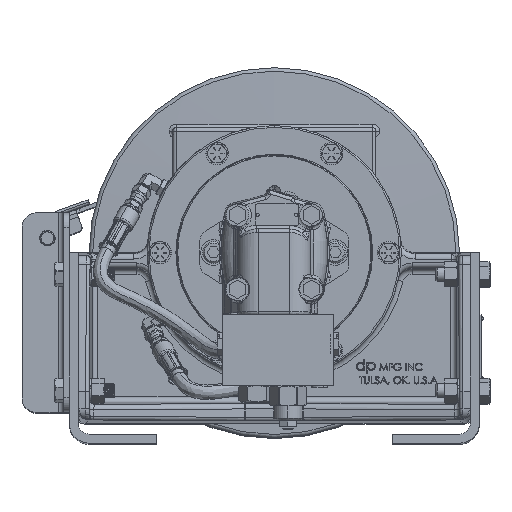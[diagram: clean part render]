
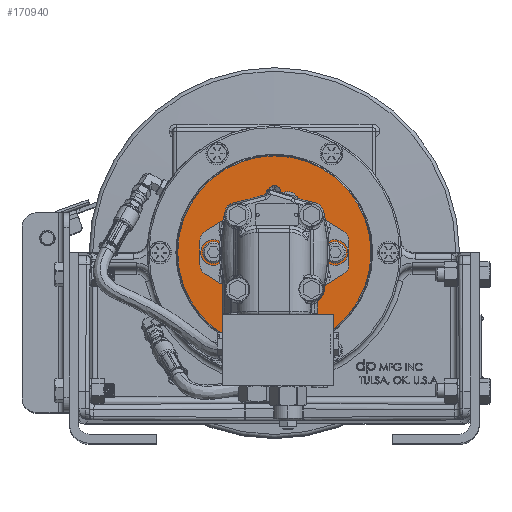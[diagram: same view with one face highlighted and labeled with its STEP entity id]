
A CAD part, top view. The second image highlights one B-rep face of the part: STEP entity #170940.
In plain terms, the highlighted planar face has unit normal (0, 0, 1).
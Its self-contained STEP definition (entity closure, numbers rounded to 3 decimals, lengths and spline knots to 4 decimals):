
#170203=CARTESIAN_POINT('',(0.,0.,1.875));
#170204=DIRECTION('',(0.,0.,1.));
#170205=DIRECTION('',(0.,1.,0.));
#170206=AXIS2_PLACEMENT_3D('',#170203,#170204,#170205);
#170208=CARTESIAN_POINT('',(0.,0.,1.875));
#170209=DIRECTION('',(0.,0.,1.));
#170210=DIRECTION('',(0.,-1.,0.));
#170211=AXIS2_PLACEMENT_3D('',#170208,#170209,#170210);
#170213=CARTESIAN_POINT('',(2.0938,0.211,1.875));
#170214=CARTESIAN_POINT('',(2.0644,0.2105,1.875));
#170215=CARTESIAN_POINT('',(2.0106,0.1999,1.875));
#170216=CARTESIAN_POINT('',(1.9394,0.1519,1.875));
#170217=CARTESIAN_POINT('',(1.8936,0.082,1.875));
#170218=CARTESIAN_POINT('',(1.8772,-0.0008,1.875));
#170219=CARTESIAN_POINT('',(1.8943,-0.0837,1.875));
#170220=CARTESIAN_POINT('',(1.9405,-0.1528,1.875));
#170221=CARTESIAN_POINT('',(2.0109,-0.2,1.875));
#170222=CARTESIAN_POINT('',(2.0645,-0.2104,1.875));
#170223=CARTESIAN_POINT('',(2.0938,-0.211,1.875));
#170225=CARTESIAN_POINT('',(2.0938,-0.211,1.875));
#170226=CARTESIAN_POINT('',(2.1231,-0.2105,1.875));
#170227=CARTESIAN_POINT('',(2.1769,-0.1999,1.875));
#170228=CARTESIAN_POINT('',(2.2481,-0.1519,1.875));
#170229=CARTESIAN_POINT('',(2.2939,-0.082,1.875));
#170230=CARTESIAN_POINT('',(2.3103,0.0008,1.875));
#170231=CARTESIAN_POINT('',(2.2932,0.0837,1.875));
#170232=CARTESIAN_POINT('',(2.247,0.1528,1.875));
#170233=CARTESIAN_POINT('',(2.1766,0.2,1.875));
#170234=CARTESIAN_POINT('',(2.123,0.2104,1.875));
#170235=CARTESIAN_POINT('',(2.0938,0.211,1.875));
#170237=CARTESIAN_POINT('',(-2.0938,0.211,1.875));
#170238=CARTESIAN_POINT('',(-2.1231,0.2105,1.875));
#170239=CARTESIAN_POINT('',(-2.1769,0.1999,1.875));
#170240=CARTESIAN_POINT('',(-2.2481,0.1519,1.875));
#170241=CARTESIAN_POINT('',(-2.2939,0.082,1.875));
#170242=CARTESIAN_POINT('',(-2.3103,-0.0008,1.875));
#170243=CARTESIAN_POINT('',(-2.2932,-0.0837,1.875));
#170244=CARTESIAN_POINT('',(-2.247,-0.1528,1.875));
#170245=CARTESIAN_POINT('',(-2.1766,-0.2,1.875));
#170246=CARTESIAN_POINT('',(-2.123,-0.2104,1.875));
#170247=CARTESIAN_POINT('',(-2.0938,-0.211,1.875));
#170249=CARTESIAN_POINT('',(-2.0938,-0.211,1.875));
#170250=CARTESIAN_POINT('',(-2.0644,-0.2105,1.875));
#170251=CARTESIAN_POINT('',(-2.0106,-0.1999,1.875));
#170252=CARTESIAN_POINT('',(-1.9394,-0.1519,1.875));
#170253=CARTESIAN_POINT('',(-1.8936,-0.082,1.875));
#170254=CARTESIAN_POINT('',(-1.8772,0.0008,1.875));
#170255=CARTESIAN_POINT('',(-1.8943,0.0837,1.875));
#170256=CARTESIAN_POINT('',(-1.9405,0.1528,1.875));
#170257=CARTESIAN_POINT('',(-2.0109,0.2,1.875));
#170258=CARTESIAN_POINT('',(-2.0645,0.2104,1.875));
#170259=CARTESIAN_POINT('',(-2.0938,0.211,1.875));
#170261=CARTESIAN_POINT('',(0.,2.0938,1.875));
#170262=DIRECTION('',(0.,0.,-1.));
#170263=DIRECTION('',(0.,-1.,0.));
#170264=AXIS2_PLACEMENT_3D('',#170261,#170262,#170263);
#170266=CARTESIAN_POINT('',(0.,2.0938,1.875));
#170267=DIRECTION('',(0.,0.,-1.));
#170268=DIRECTION('',(0.,1.,0.));
#170269=AXIS2_PLACEMENT_3D('',#170266,#170267,#170268);
#170271=CARTESIAN_POINT('',(0.,-2.0938,1.875));
#170272=DIRECTION('',(0.,0.,-1.));
#170273=DIRECTION('',(0.,-1.,0.));
#170274=AXIS2_PLACEMENT_3D('',#170271,#170272,#170273);
#170276=CARTESIAN_POINT('',(0.,-2.0938,1.875));
#170277=DIRECTION('',(0.,0.,-1.));
#170278=DIRECTION('',(0.,1.,0.));
#170279=AXIS2_PLACEMENT_3D('',#170276,#170277,#170278);
#170281=CARTESIAN_POINT('',(0.,-1.6595,1.875));
#170282=CARTESIAN_POINT('',(0.127,-1.6592,1.875));
#170283=CARTESIAN_POINT('',(0.3738,-1.6313,1.875));
#170284=CARTESIAN_POINT('',(0.7311,-1.5058,1.875));
#170285=CARTESIAN_POINT('',(1.0498,-1.3031,1.875));
#170286=CARTESIAN_POINT('',(1.3114,-1.0393,1.875));
#170287=CARTESIAN_POINT('',(1.5098,-0.7219,1.875));
#170288=CARTESIAN_POINT('',(1.6324,-0.3683,1.875));
#170289=CARTESIAN_POINT('',(1.6735,0.0041,1.875));
#170290=CARTESIAN_POINT('',(1.6306,0.3767,1.875));
#170291=CARTESIAN_POINT('',(1.5056,0.7307,1.875));
#170292=CARTESIAN_POINT('',(1.3053,1.0468,1.875));
#170293=CARTESIAN_POINT('',(1.044,1.3076,1.875));
#170294=CARTESIAN_POINT('',(0.727,1.5074,1.875));
#170295=CARTESIAN_POINT('',(0.3726,1.6315,1.875));
#170296=CARTESIAN_POINT('',(0.1267,1.6591,1.875));
#170297=CARTESIAN_POINT('',(0.,1.6595,1.875));
#170299=CARTESIAN_POINT('',(0.,1.6595,1.875));
#170300=CARTESIAN_POINT('',(-0.127,1.6592,1.875));
#170301=CARTESIAN_POINT('',(-0.3738,1.6313,1.875));
#170302=CARTESIAN_POINT('',(-0.7311,1.5058,1.875));
#170303=CARTESIAN_POINT('',(-1.0498,1.3031,1.875));
#170304=CARTESIAN_POINT('',(-1.3114,1.0393,1.875));
#170305=CARTESIAN_POINT('',(-1.5098,0.7219,1.875));
#170306=CARTESIAN_POINT('',(-1.6324,0.3683,1.875));
#170307=CARTESIAN_POINT('',(-1.6735,-0.0041,1.875));
#170308=CARTESIAN_POINT('',(-1.6306,-0.3767,1.875));
#170309=CARTESIAN_POINT('',(-1.5056,-0.7307,1.875));
#170310=CARTESIAN_POINT('',(-1.3053,-1.0468,1.875));
#170311=CARTESIAN_POINT('',(-1.044,-1.3076,1.875));
#170312=CARTESIAN_POINT('',(-0.727,-1.5074,1.875));
#170313=CARTESIAN_POINT('',(-0.3726,-1.6315,1.875));
#170314=CARTESIAN_POINT('',(-0.1267,-1.6591,1.875));
#170315=CARTESIAN_POINT('',(0.,-1.6595,1.875));
#170549=VERTEX_POINT('',#170223);
#170550=VERTEX_POINT('',#170213);
#170551=VERTEX_POINT('',#170247);
#170552=VERTEX_POINT('',#170237);
#170553=VERTEX_POINT('',#170297);
#170554=VERTEX_POINT('',#170281);
#170594=CARTESIAN_POINT('',(0.,3.3281,1.875));
#170595=VERTEX_POINT('',#170594);
#170596=CARTESIAN_POINT('',(0.,-3.3281,1.875));
#170597=VERTEX_POINT('',#170596);
#170602=CARTESIAN_POINT('',(0.,2.3047,1.875));
#170603=VERTEX_POINT('',#170602);
#170604=CARTESIAN_POINT('',(0.,1.8828,1.875));
#170605=VERTEX_POINT('',#170604);
#170608=CARTESIAN_POINT('',(0.,-2.3047,1.875));
#170609=CARTESIAN_POINT('',(0.,-1.8828,1.875));
#170610=VERTEX_POINT('',#170608);
#170611=VERTEX_POINT('',#170609);
#170901=CARTESIAN_POINT('',(0.,0.,1.875));
#170902=DIRECTION('',(0.,0.,1.));
#170903=DIRECTION('',(0.,-1.,0.));
#170904=AXIS2_PLACEMENT_3D('',#170901,#170902,#170903);
#170905=PLANE('',#170904);
#170906=ORIENTED_EDGE('',*,*,#170867,.F.);
#170907=ORIENTED_EDGE('',*,*,#170889,.F.);
#170908=EDGE_LOOP('',(#170906,#170907));
#170909=FACE_OUTER_BOUND('',#170908,.F.);
#170911=ORIENTED_EDGE('',*,*,#170910,.T.);
#170913=ORIENTED_EDGE('',*,*,#170912,.T.);
#170914=EDGE_LOOP('',(#170911,#170913));
#170915=FACE_BOUND('',#170914,.F.);
#170917=ORIENTED_EDGE('',*,*,#170916,.T.);
#170919=ORIENTED_EDGE('',*,*,#170918,.T.);
#170920=EDGE_LOOP('',(#170917,#170919));
#170921=FACE_BOUND('',#170920,.F.);
#170923=ORIENTED_EDGE('',*,*,#170922,.F.);
#170925=ORIENTED_EDGE('',*,*,#170924,.F.);
#170926=EDGE_LOOP('',(#170923,#170925));
#170927=FACE_BOUND('',#170926,.F.);
#170929=ORIENTED_EDGE('',*,*,#170928,.F.);
#170931=ORIENTED_EDGE('',*,*,#170930,.F.);
#170932=EDGE_LOOP('',(#170929,#170931));
#170933=FACE_BOUND('',#170932,.F.);
#170935=ORIENTED_EDGE('',*,*,#170934,.T.);
#170937=ORIENTED_EDGE('',*,*,#170936,.T.);
#170938=EDGE_LOOP('',(#170935,#170937));
#170939=FACE_BOUND('',#170938,.F.);
#170207=CIRCLE('',#170206,3.3281);
#170212=CIRCLE('',#170211,3.3281);
#170224=B_SPLINE_CURVE_WITH_KNOTS('',3,(#170213,#170214,#170215,#170216,#170217,
#170218,#170219,#170220,#170221,#170222,#170223),.UNSPECIFIED.,.F.,.F.,(4,1,1,1,
1,1,1,1,4),(0.,0.125,0.25,0.375,0.5,0.625,0.75,0.875,1.),
.UNSPECIFIED.);
#170236=B_SPLINE_CURVE_WITH_KNOTS('',3,(#170225,#170226,#170227,#170228,#170229,
#170230,#170231,#170232,#170233,#170234,#170235),.UNSPECIFIED.,.F.,.F.,(4,1,1,1,
1,1,1,1,4),(0.,0.125,0.25,0.375,0.5,0.625,0.75,0.875,1.),
.UNSPECIFIED.);
#170248=B_SPLINE_CURVE_WITH_KNOTS('',3,(#170237,#170238,#170239,#170240,#170241,
#170242,#170243,#170244,#170245,#170246,#170247),.UNSPECIFIED.,.F.,.F.,(4,1,1,1,
1,1,1,1,4),(0.,0.125,0.25,0.375,0.5,0.625,0.75,0.875,1.),
.UNSPECIFIED.);
#170260=B_SPLINE_CURVE_WITH_KNOTS('',3,(#170249,#170250,#170251,#170252,#170253,
#170254,#170255,#170256,#170257,#170258,#170259),.UNSPECIFIED.,.F.,.F.,(4,1,1,1,
1,1,1,1,4),(0.,0.125,0.25,0.375,0.5,0.625,0.75,0.875,1.),
.UNSPECIFIED.);
#170265=CIRCLE('',#170264,0.211);
#170270=CIRCLE('',#170269,0.211);
#170275=CIRCLE('',#170274,0.211);
#170280=CIRCLE('',#170279,0.211);
#170298=B_SPLINE_CURVE_WITH_KNOTS('',3,(#170281,#170282,#170283,#170284,#170285,
#170286,#170287,#170288,#170289,#170290,#170291,#170292,#170293,#170294,#170295,
#170296,#170297),.UNSPECIFIED.,.F.,.F.,(4,1,1,1,1,1,1,1,1,1,1,1,1,1,4),(0.,
0.0714,0.1429,0.2143,0.2857,
0.3571,0.4286,0.5,0.5714,0.6429,
0.7143,0.7857,0.8571,0.9286,1.),
.UNSPECIFIED.);
#170316=B_SPLINE_CURVE_WITH_KNOTS('',3,(#170299,#170300,#170301,#170302,#170303,
#170304,#170305,#170306,#170307,#170308,#170309,#170310,#170311,#170312,#170313,
#170314,#170315),.UNSPECIFIED.,.F.,.F.,(4,1,1,1,1,1,1,1,1,1,1,1,1,1,4),(0.,
0.0714,0.1429,0.2143,0.2857,
0.3571,0.4286,0.5,0.5714,0.6429,
0.7143,0.7857,0.8571,0.9286,1.),
.UNSPECIFIED.);
#170867=EDGE_CURVE('',#170595,#170597,#170207,.T.);
#170889=EDGE_CURVE('',#170597,#170595,#170212,.T.);
#170910=EDGE_CURVE('',#170550,#170549,#170224,.T.);
#170912=EDGE_CURVE('',#170549,#170550,#170236,.T.);
#170916=EDGE_CURVE('',#170552,#170551,#170248,.T.);
#170918=EDGE_CURVE('',#170551,#170552,#170260,.T.);
#170922=EDGE_CURVE('',#170605,#170603,#170265,.T.);
#170924=EDGE_CURVE('',#170603,#170605,#170270,.T.);
#170928=EDGE_CURVE('',#170610,#170611,#170275,.T.);
#170930=EDGE_CURVE('',#170611,#170610,#170280,.T.);
#170934=EDGE_CURVE('',#170554,#170553,#170298,.T.);
#170936=EDGE_CURVE('',#170553,#170554,#170316,.T.);
#170940=ADVANCED_FACE('',(#170909,#170915,#170921,#170927,#170933,#170939),
#170905,.T.);
